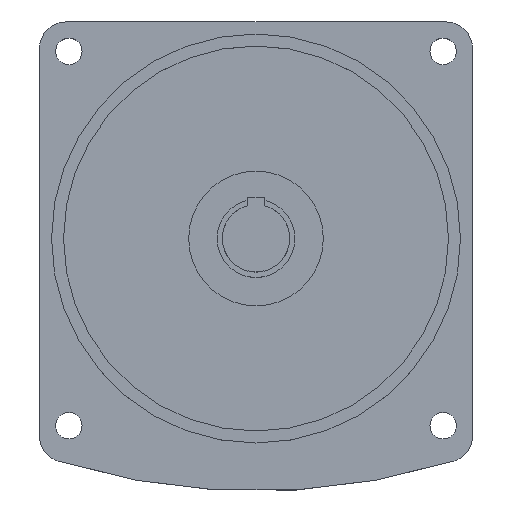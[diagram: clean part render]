
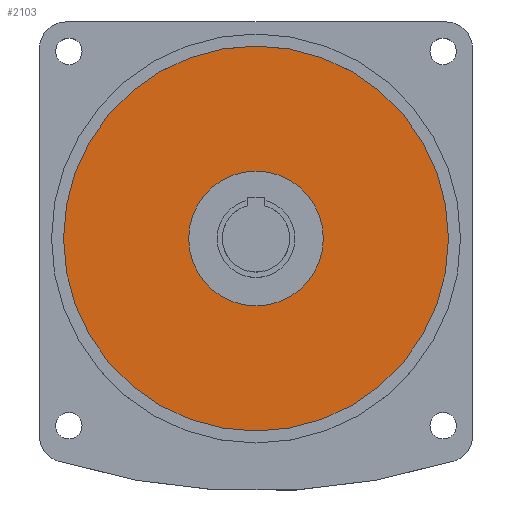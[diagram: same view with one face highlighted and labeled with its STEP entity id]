
A CAD part, top view. The second image highlights one B-rep face of the part: STEP entity #2103.
In plain terms, the highlighted planar face has unit normal (0, 0, 1).
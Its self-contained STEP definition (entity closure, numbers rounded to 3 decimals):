
#39 = CIRCLE ( 'NONE', #149, 28. ) ;
#149 = AXIS2_PLACEMENT_3D ( 'NONE', #3722, #3733, #645 ) ;
#202 = DIRECTION ( 'NONE',  ( 1., 0., 0. ) ) ;
#207 = VERTEX_POINT ( 'NONE', #1081 ) ;
#213 = DIRECTION ( 'NONE',  ( 0., 0., 1. ) ) ;
#235 = VERTEX_POINT ( 'NONE', #1802 ) ;
#438 = CIRCLE ( 'NONE', #3863, 80. ) ;
#488 = ORIENTED_EDGE ( 'NONE', *, *, #1561, .F. ) ;
#577 = FACE_OUTER_BOUND ( 'NONE', #2677, .T. ) ;
#645 = DIRECTION ( 'NONE',  ( 1., 0., 0. ) ) ;
#664 = EDGE_LOOP ( 'NONE', ( #4051, #3787 ) ) ;
#681 = DIRECTION ( 'NONE',  ( 0., 0., 1. ) ) ;
#962 = AXIS2_PLACEMENT_3D ( 'NONE', #3242, #2651, #3545 ) ;
#1081 = CARTESIAN_POINT ( 'NONE',  ( 80., 0., 0. ) ) ;
#1311 = DIRECTION ( 'NONE',  ( 1., 0., 0. ) ) ;
#1321 = CARTESIAN_POINT ( 'NONE',  ( 0., 172.5, 0. ) ) ;
#1371 = EDGE_CURVE ( 'NONE', #3301, #235, #4084, .T. ) ;
#1561 = EDGE_CURVE ( 'NONE', #4048, #207, #438, .T. ) ;
#1582 = ORIENTED_EDGE ( 'NONE', *, *, #4253, .F. ) ;
#1800 = EDGE_CURVE ( 'NONE', #235, #3301, #39, .T. ) ;
#1802 = CARTESIAN_POINT ( 'NONE',  ( 28., 0., 0. ) ) ;
#2030 = PLANE ( 'NONE',  #3679 ) ;
#2103 = ADVANCED_FACE ( 'NONE', ( #577, #2240 ), #2030, .T. ) ;
#2159 = AXIS2_PLACEMENT_3D ( 'NONE', #3329, #213, #202 ) ;
#2240 = FACE_BOUND ( 'NONE', #664, .T. ) ;
#2361 = DIRECTION ( 'NONE',  ( 0., 0., -1. ) ) ;
#2651 = DIRECTION ( 'NONE',  ( 0., 0., -1. ) ) ;
#2677 = EDGE_LOOP ( 'NONE', ( #488, #1582 ) ) ;
#3112 = CARTESIAN_POINT ( 'NONE',  ( -80., 0., 0. ) ) ;
#3242 = CARTESIAN_POINT ( 'NONE',  ( 0., 0., 0. ) ) ;
#3301 = VERTEX_POINT ( 'NONE', #3903 ) ;
#3329 = CARTESIAN_POINT ( 'NONE',  ( 0., 0., 0. ) ) ;
#3545 = DIRECTION ( 'NONE',  ( 1., 0., 0. ) ) ;
#3679 = AXIS2_PLACEMENT_3D ( 'NONE', #1321, #681, #4467 ) ;
#3722 = CARTESIAN_POINT ( 'NONE',  ( 0., 0., 0. ) ) ;
#3733 = DIRECTION ( 'NONE',  ( 0., 0., 1. ) ) ;
#3787 = ORIENTED_EDGE ( 'NONE', *, *, #1800, .F. ) ;
#3863 = AXIS2_PLACEMENT_3D ( 'NONE', #4459, #2361, #1311 ) ;
#3903 = CARTESIAN_POINT ( 'NONE',  ( -28., 0., 0. ) ) ;
#4048 = VERTEX_POINT ( 'NONE', #3112 ) ;
#4051 = ORIENTED_EDGE ( 'NONE', *, *, #1371, .F. ) ;
#4084 = CIRCLE ( 'NONE', #2159, 28. ) ;
#4253 = EDGE_CURVE ( 'NONE', #207, #4048, #4485, .T. ) ;
#4459 = CARTESIAN_POINT ( 'NONE',  ( 0., 0., 0. ) ) ;
#4467 = DIRECTION ( 'NONE',  ( 1., 0., 0. ) ) ;
#4485 = CIRCLE ( 'NONE', #962, 80. ) ;
